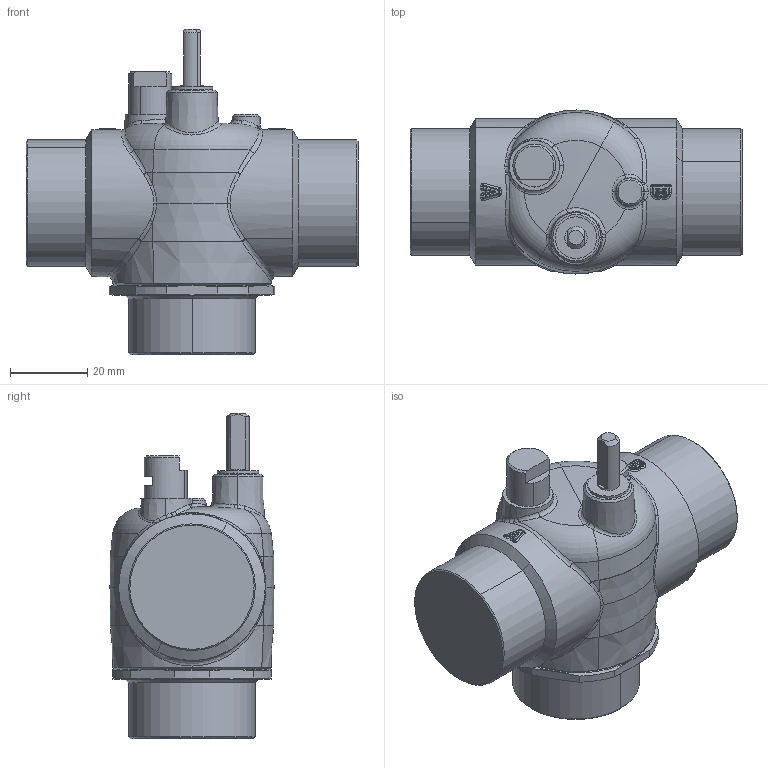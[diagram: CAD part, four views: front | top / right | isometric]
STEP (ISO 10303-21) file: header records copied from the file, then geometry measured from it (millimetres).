
FILE_DESCRIPTION(('CATIA V5 STEP Exchange','CAx-IF Rec.Pracs.--- Model Styling and Organization---1.4--- 2014-01-23','CAx-IF Rec.Pracs.---3D Tessellated Data Validation Properties---0.5---2014-09-14'),'2;1');
FILE_NAME('STEP_Z300637_-TST.stp','2022-04-06T14:12:00+00:00',('none'),('none'),'CATIA Version 5-6 Release 2019 SP3','CATIA V5 STEP AP242 v1','none');
FILE_SCHEMA(('AP242_MANAGED_MODEL_BASED_3D_ENGINEERING_MIM_LF {1 0 10303 442 1 1 4}'));
Length unit declared in the file: millimetre
Products named in the file (1): Z300637 -TST
Bounding box: 86 x 42.5 x 84.4 mm (x, y, z)
Volume: 122220.6 mm3; surface area: 16533.9 mm2
Topology: 1 solids, 1 shells, 320 faces, 741 edges, 415 vertices
Faces by surface type: bspline 173, cone 56, cylinder 37, plane 30, torus 16, sphere 8
Entity records: 18188 total; most frequent: CARTESIAN_POINT 12846, ORIENTED_EDGE 1444, EDGE_CURVE 722, B_SPLINE_CURVE_WITH_KNOTS 474, DIRECTION 428, VERTEX_POINT 415, EDGE_LOOP 331, ADVANCED_FACE 320
